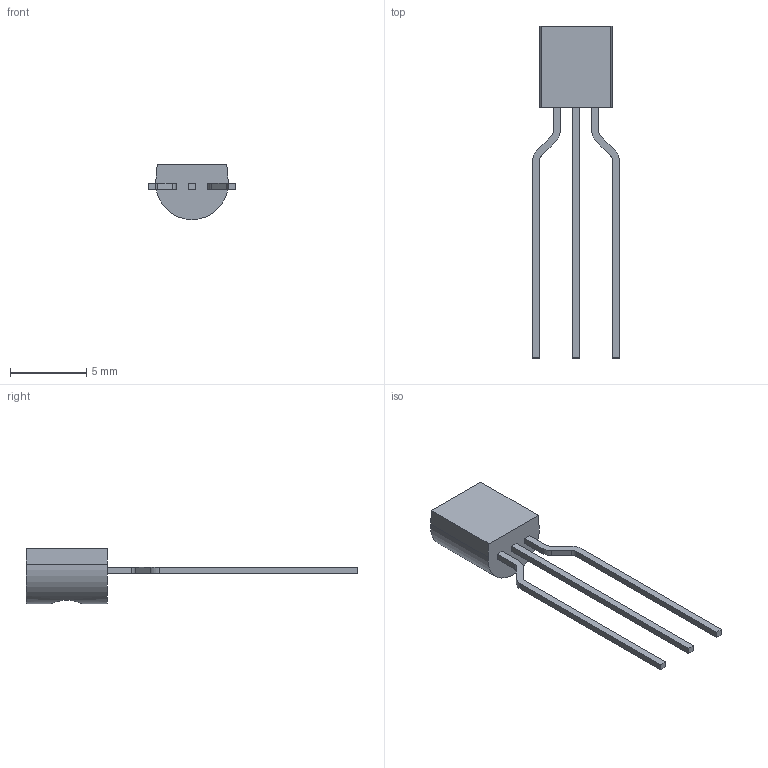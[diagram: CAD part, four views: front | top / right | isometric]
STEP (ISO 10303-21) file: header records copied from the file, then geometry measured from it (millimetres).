
FILE_DESCRIPTION (( 'STEP AP214' ), '1' );
FILE_NAME ('BC547BTA.STEP', '2021-09-20T21:53:28', ( '' ), ( '' ), 'SwSTEP 2.0', 'SolidWorks 2017', '' );
FILE_SCHEMA (( 'AUTOMOTIVE_DESIGN' ));
Length unit declared in the file: millimetre
Products named in the file (1): BC547BTA
Bounding box: 5.66 x 21.77 x 3.62 mm (x, y, z)
Volume: 86.9 mm3; surface area: 196.9 mm2
Topology: 4 solids, 4 shells, 44 faces, 108 edges, 72 vertices
Faces by surface type: plane 32, cylinder 12
Entity records: 1381 total; most frequent: CARTESIAN_POINT 259, DIRECTION 216, ORIENTED_EDGE 216, EDGE_CURVE 108, VECTOR 82, LINE 82, VERTEX_POINT 72, AXIS2_PLACEMENT_3D 67
